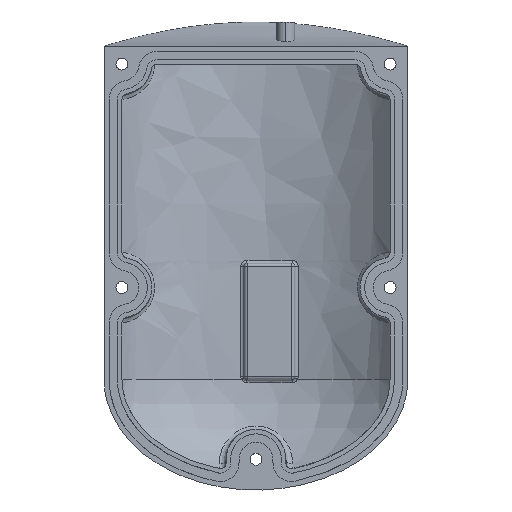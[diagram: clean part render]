
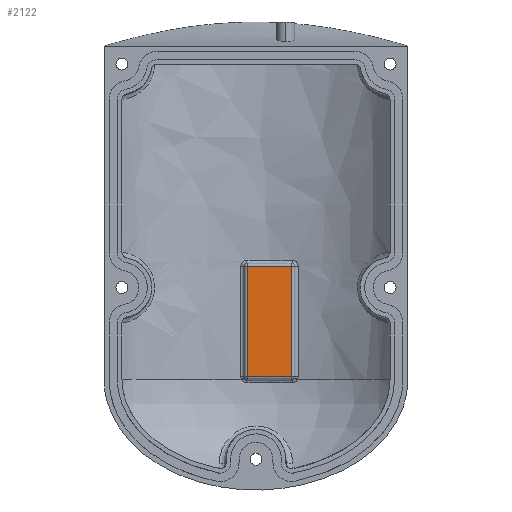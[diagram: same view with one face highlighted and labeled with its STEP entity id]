
A CAD part, left-side view. The second image highlights one B-rep face of the part: STEP entity #2122.
In plain terms, the highlighted planar face has unit normal (-1, 0, 0).
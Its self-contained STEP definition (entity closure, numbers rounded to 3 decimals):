
#156 = LINE ( 'NONE', #3577, #1721 ) ;
#565 = DIRECTION ( 'NONE',  ( -1., 0., 0. ) ) ;
#1518 = VECTOR ( 'NONE', #5062, 1000. ) ;
#1721 = VECTOR ( 'NONE', #7732, 1000. ) ;
#1742 = VECTOR ( 'NONE', #6749, 1000. ) ;
#2027 = VERTEX_POINT ( 'NONE', #8317 ) ;
#2122 = ADVANCED_FACE ( 'NONE', ( #5746 ), #2677, .T. ) ;
#2544 = VERTEX_POINT ( 'NONE', #5672 ) ;
#2677 = PLANE ( 'NONE',  #6753 ) ;
#2698 = LINE ( 'NONE', #8591, #1518 ) ;
#2924 = LINE ( 'NONE', #7659, #3364 ) ;
#3053 = EDGE_CURVE ( 'NONE', #2027, #4157, #3617, .T. ) ;
#3364 = VECTOR ( 'NONE', #6215, 1000. ) ;
#3443 = CARTESIAN_POINT ( 'NONE',  ( 15., 0., 0. ) ) ;
#3577 = CARTESIAN_POINT ( 'NONE',  ( 15., 3., 0. ) ) ;
#3617 = LINE ( 'NONE', #4491, #1742 ) ;
#4157 = VERTEX_POINT ( 'NONE', #5677 ) ;
#4491 = CARTESIAN_POINT ( 'NONE',  ( 15., -12., 0. ) ) ;
#4733 = ORIENTED_EDGE ( 'NONE', *, *, #6774, .F. ) ;
#4811 = EDGE_CURVE ( 'NONE', #4157, #2544, #2698, .T. ) ;
#5062 = DIRECTION ( 'NONE',  ( 0., 1., 0. ) ) ;
#5464 = ORIENTED_EDGE ( 'NONE', *, *, #7785, .F. ) ;
#5672 = CARTESIAN_POINT ( 'NONE',  ( 15., 3., -119. ) ) ;
#5677 = CARTESIAN_POINT ( 'NONE',  ( 15., -12., -119. ) ) ;
#5709 = EDGE_LOOP ( 'NONE', ( #5464, #4733, #6133, #8290 ) ) ;
#5746 = FACE_OUTER_BOUND ( 'NONE', #5709, .T. ) ;
#6133 = ORIENTED_EDGE ( 'NONE', *, *, #4811, .F. ) ;
#6215 = DIRECTION ( 'NONE',  ( 0., -1., 0. ) ) ;
#6223 = DIRECTION ( 'NONE',  ( 0., 0., -1. ) ) ;
#6749 = DIRECTION ( 'NONE',  ( 0., 0., -1. ) ) ;
#6753 = AXIS2_PLACEMENT_3D ( 'NONE', #3443, #565, #6223 ) ;
#6774 = EDGE_CURVE ( 'NONE', #2544, #7152, #156, .T. ) ;
#7152 = VERTEX_POINT ( 'NONE', #7492 ) ;
#7492 = CARTESIAN_POINT ( 'NONE',  ( 15., 3., -82. ) ) ;
#7659 = CARTESIAN_POINT ( 'NONE',  ( 15., 0., -82. ) ) ;
#7732 = DIRECTION ( 'NONE',  ( 0., 0., 1. ) ) ;
#7785 = EDGE_CURVE ( 'NONE', #7152, #2027, #2924, .T. ) ;
#8290 = ORIENTED_EDGE ( 'NONE', *, *, #3053, .F. ) ;
#8317 = CARTESIAN_POINT ( 'NONE',  ( 15., -12., -82. ) ) ;
#8591 = CARTESIAN_POINT ( 'NONE',  ( 15., 0., -119. ) ) ;
